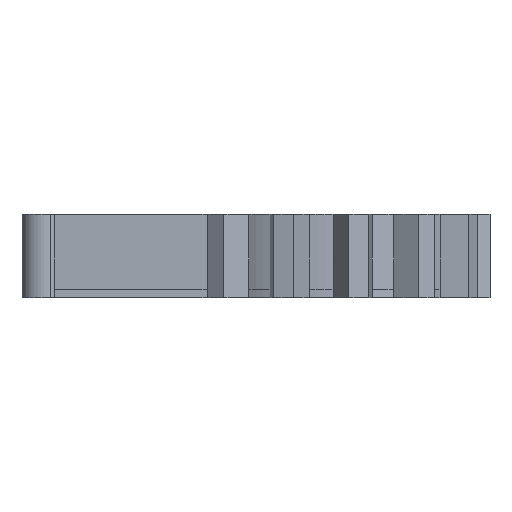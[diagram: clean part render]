
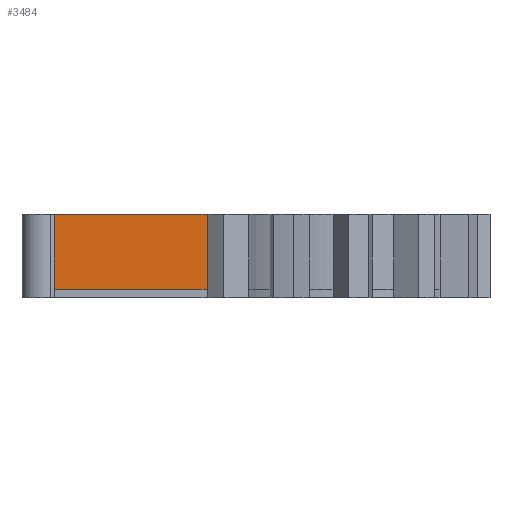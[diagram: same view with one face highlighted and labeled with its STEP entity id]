
A CAD part, front view. The second image highlights one B-rep face of the part: STEP entity #3484.
In plain terms, the highlighted planar face has unit normal (0, -1, 0).
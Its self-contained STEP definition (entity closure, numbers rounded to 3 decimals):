
#33 = PLANE('',#34);
#34 = AXIS2_PLACEMENT_3D('',#35,#36,#37);
#35 = CARTESIAN_POINT('',(37.352,18.288,15.494));
#36 = DIRECTION('',(0.,0.,1.));
#37 = DIRECTION('',(1.,0.,0.));
#710 = VERTEX_POINT('',#711);
#711 = CARTESIAN_POINT('',(6.046,0.,15.494));
#737 = EDGE_CURVE('',#710,#738,#740,.T.);
#738 = VERTEX_POINT('',#739);
#739 = CARTESIAN_POINT('',(36.373,0.,15.494));
#740 = SURFACE_CURVE('',#741,(#745,#752),.PCURVE_S1.);
#741 = LINE('',#742,#743);
#742 = CARTESIAN_POINT('',(0.,0.,15.494));
#743 = VECTOR('',#744,1.);
#744 = DIRECTION('',(1.,0.,0.));
#745 = PCURVE('',#33,#746);
#746 = DEFINITIONAL_REPRESENTATION('',(#747),#751);
#747 = LINE('',#748,#749);
#748 = CARTESIAN_POINT('',(-37.352,-18.288));
#749 = VECTOR('',#750,1.);
#750 = DIRECTION('',(1.,0.));
#751 = ( GEOMETRIC_REPRESENTATION_CONTEXT(2) 
PARAMETRIC_REPRESENTATION_CONTEXT() REPRESENTATION_CONTEXT('2D SPACE',''
  ) );
#752 = PCURVE('',#753,#758);
#753 = PLANE('',#754);
#754 = AXIS2_PLACEMENT_3D('',#755,#756,#757);
#755 = CARTESIAN_POINT('',(0.,0.,1.524));
#756 = DIRECTION('',(0.,1.,0.));
#757 = DIRECTION('',(1.,0.,0.));
#758 = DEFINITIONAL_REPRESENTATION('',(#759),#763);
#759 = LINE('',#760,#761);
#760 = CARTESIAN_POINT('',(0.,-13.97));
#761 = VECTOR('',#762,1.);
#762 = DIRECTION('',(1.,0.));
#763 = ( GEOMETRIC_REPRESENTATION_CONTEXT(2) 
PARAMETRIC_REPRESENTATION_CONTEXT() REPRESENTATION_CONTEXT('2D SPACE',''
  ) );
#782 = CYLINDRICAL_SURFACE('',#783,26.67);
#783 = AXIS2_PLACEMENT_3D('',#784,#785,#786);
#784 = CARTESIAN_POINT('',(55.785,18.288,1.524));
#785 = DIRECTION('',(-0.,-0.,-1.));
#786 = DIRECTION('',(1.,0.,0.));
#3412 = VERTEX_POINT('',#3413);
#3413 = CARTESIAN_POINT('',(36.373,0.,1.524));
#3442 = EDGE_CURVE('',#3412,#738,#3443,.T.);
#3443 = SURFACE_CURVE('',#3444,(#3448,#3455),.PCURVE_S1.);
#3444 = LINE('',#3445,#3446);
#3445 = CARTESIAN_POINT('',(36.373,0.,1.524));
#3446 = VECTOR('',#3447,1.);
#3447 = DIRECTION('',(0.,0.,1.));
#3448 = PCURVE('',#782,#3449);
#3449 = DEFINITIONAL_REPRESENTATION('',(#3450),#3454);
#3450 = LINE('',#3451,#3452);
#3451 = CARTESIAN_POINT('',(-3.897,0.));
#3452 = VECTOR('',#3453,1.);
#3453 = DIRECTION('',(-0.,-1.));
#3454 = ( GEOMETRIC_REPRESENTATION_CONTEXT(2) 
PARAMETRIC_REPRESENTATION_CONTEXT() REPRESENTATION_CONTEXT('2D SPACE',''
  ) );
#3455 = PCURVE('',#753,#3456);
#3456 = DEFINITIONAL_REPRESENTATION('',(#3457),#3461);
#3457 = LINE('',#3458,#3459);
#3458 = CARTESIAN_POINT('',(36.373,0.));
#3459 = VECTOR('',#3460,1.);
#3460 = DIRECTION('',(0.,-1.));
#3461 = ( GEOMETRIC_REPRESENTATION_CONTEXT(2) 
PARAMETRIC_REPRESENTATION_CONTEXT() REPRESENTATION_CONTEXT('2D SPACE',''
  ) );
#3484 = ADVANCED_FACE('',(#3485),#753,.F.);
#3485 = FACE_BOUND('',#3486,.F.);
#3486 = EDGE_LOOP('',(#3487,#3515,#3541,#3542));
#3487 = ORIENTED_EDGE('',*,*,#3488,.F.);
#3488 = EDGE_CURVE('',#3489,#3412,#3491,.T.);
#3489 = VERTEX_POINT('',#3490);
#3490 = CARTESIAN_POINT('',(6.046,0.,1.524));
#3491 = SURFACE_CURVE('',#3492,(#3496,#3503),.PCURVE_S1.);
#3492 = LINE('',#3493,#3494);
#3493 = CARTESIAN_POINT('',(0.,0.,1.524));
#3494 = VECTOR('',#3495,1.);
#3495 = DIRECTION('',(1.,0.,0.));
#3496 = PCURVE('',#753,#3497);
#3497 = DEFINITIONAL_REPRESENTATION('',(#3498),#3502);
#3498 = LINE('',#3499,#3500);
#3499 = CARTESIAN_POINT('',(0.,0.));
#3500 = VECTOR('',#3501,1.);
#3501 = DIRECTION('',(1.,0.));
#3502 = ( GEOMETRIC_REPRESENTATION_CONTEXT(2) 
PARAMETRIC_REPRESENTATION_CONTEXT() REPRESENTATION_CONTEXT('2D SPACE',''
  ) );
#3503 = PCURVE('',#3504,#3509);
#3504 = PLANE('',#3505);
#3505 = AXIS2_PLACEMENT_3D('',#3506,#3507,#3508);
#3506 = CARTESIAN_POINT('',(0.,0.,0.));
#3507 = DIRECTION('',(0.,1.,0.));
#3508 = DIRECTION('',(1.,0.,0.));
#3509 = DEFINITIONAL_REPRESENTATION('',(#3510),#3514);
#3510 = LINE('',#3511,#3512);
#3511 = CARTESIAN_POINT('',(0.,-1.524));
#3512 = VECTOR('',#3513,1.);
#3513 = DIRECTION('',(1.,0.));
#3514 = ( GEOMETRIC_REPRESENTATION_CONTEXT(2) 
PARAMETRIC_REPRESENTATION_CONTEXT() REPRESENTATION_CONTEXT('2D SPACE',''
  ) );
#3515 = ORIENTED_EDGE('',*,*,#3516,.F.);
#3516 = EDGE_CURVE('',#710,#3489,#3517,.T.);
#3517 = SURFACE_CURVE('',#3518,(#3522,#3529),.PCURVE_S1.);
#3518 = LINE('',#3519,#3520);
#3519 = CARTESIAN_POINT('',(6.046,0.,15.494));
#3520 = VECTOR('',#3521,1.);
#3521 = DIRECTION('',(-0.,-0.,-1.));
#3522 = PCURVE('',#753,#3523);
#3523 = DEFINITIONAL_REPRESENTATION('',(#3524),#3528);
#3524 = LINE('',#3525,#3526);
#3525 = CARTESIAN_POINT('',(6.046,-13.97));
#3526 = VECTOR('',#3527,1.);
#3527 = DIRECTION('',(0.,1.));
#3528 = ( GEOMETRIC_REPRESENTATION_CONTEXT(2) 
PARAMETRIC_REPRESENTATION_CONTEXT() REPRESENTATION_CONTEXT('2D SPACE',''
  ) );
#3529 = PCURVE('',#3530,#3535);
#3530 = CYLINDRICAL_SURFACE('',#3531,1.588);
#3531 = AXIS2_PLACEMENT_3D('',#3532,#3533,#3534);
#3532 = CARTESIAN_POINT('',(6.046,-1.588,15.494));
#3533 = DIRECTION('',(0.,0.,1.));
#3534 = DIRECTION('',(1.,0.,0.));
#3535 = DEFINITIONAL_REPRESENTATION('',(#3536),#3540);
#3536 = LINE('',#3537,#3538);
#3537 = CARTESIAN_POINT('',(1.571,0.));
#3538 = VECTOR('',#3539,1.);
#3539 = DIRECTION('',(0.,-1.));
#3540 = ( GEOMETRIC_REPRESENTATION_CONTEXT(2) 
PARAMETRIC_REPRESENTATION_CONTEXT() REPRESENTATION_CONTEXT('2D SPACE',''
  ) );
#3541 = ORIENTED_EDGE('',*,*,#737,.T.);
#3542 = ORIENTED_EDGE('',*,*,#3442,.F.);
